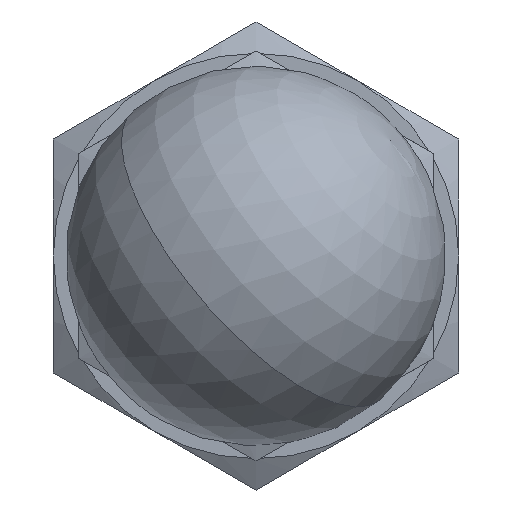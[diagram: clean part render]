
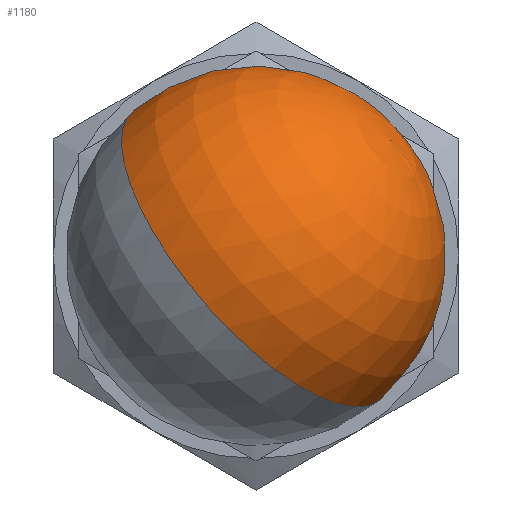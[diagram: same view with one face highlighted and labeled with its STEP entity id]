
A CAD part, front view. The second image highlights one B-rep face of the part: STEP entity #1180.
In plain terms, the highlighted spherical face has radius 7.5 mm.
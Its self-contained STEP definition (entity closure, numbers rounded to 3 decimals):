
#217 = AXIS2_PLACEMENT_3D ( 'NONE', #2355, #2586, #741 ) ;
#306 = DIRECTION ( 'NONE',  ( 0., 1., 0. ) ) ;
#384 = DIRECTION ( 'NONE',  ( 0., 1., 0. ) ) ;
#455 = AXIS2_PLACEMENT_3D ( 'NONE', #934, #306, #1111 ) ;
#471 = CARTESIAN_POINT ( 'NONE',  ( -2.385, -10., 5.506 ) ) ;
#539 = CARTESIAN_POINT ( 'NONE',  ( 0., -10., 0. ) ) ;
#610 = VERTEX_POINT ( 'NONE', #2179 ) ;
#717 = EDGE_LOOP ( 'NONE', ( #2177, #883, #2383, #1515 ) ) ;
#741 = DIRECTION ( 'NONE',  ( 0.651, 0., -0.759 ) ) ;
#796 = DIRECTION ( 'NONE',  ( 0.692, 0.174, -0.701 ) ) ;
#883 = ORIENTED_EDGE ( 'NONE', *, *, #1428, .T. ) ;
#934 = CARTESIAN_POINT ( 'NONE',  ( 0., -10., 0. ) ) ;
#950 = EDGE_CURVE ( 'NONE', #1377, #1059, #2053, .T. ) ;
#1059 = VERTEX_POINT ( 'NONE', #1768 ) ;
#1111 = DIRECTION ( 'NONE',  ( -1., 0., 0. ) ) ;
#1172 = FACE_OUTER_BOUND ( 'NONE', #717, .T. ) ;
#1180 = ADVANCED_FACE ( 'NONE', ( #1172 ), #2611, .T. ) ;
#1243 = CARTESIAN_POINT ( 'NONE',  ( 0., -14.5, 0. ) ) ;
#1249 = DIRECTION ( 'NONE',  ( -0.706, 0.367, -0.606 ) ) ;
#1255 = EDGE_CURVE ( 'NONE', #1596, #1377, #1521, .T. ) ;
#1377 = VERTEX_POINT ( 'NONE', #471 ) ;
#1401 = CARTESIAN_POINT ( 'NONE',  ( 0., -14.5, 0. ) ) ;
#1428 = EDGE_CURVE ( 'NONE', #1596, #610, #2123, .T. ) ;
#1515 = ORIENTED_EDGE ( 'NONE', *, *, #950, .F. ) ;
#1521 = CIRCLE ( 'NONE', #1708, 7.5 ) ;
#1577 = AXIS2_PLACEMENT_3D ( 'NONE', #1401, #1833, #796 ) ;
#1579 = EDGE_CURVE ( 'NONE', #1059, #610, #1950, .T. ) ;
#1596 = VERTEX_POINT ( 'NONE', #2478 ) ;
#1708 = AXIS2_PLACEMENT_3D ( 'NONE', #1243, #1249, #2077 ) ;
#1768 = CARTESIAN_POINT ( 'NONE',  ( 6., -10., 0. ) ) ;
#1833 = DIRECTION ( 'NONE',  ( -0.706, 0.367, -0.606 ) ) ;
#1854 = DIRECTION ( 'NONE',  ( -1., 0., 0. ) ) ;
#1950 = CIRCLE ( 'NONE', #2256, 6. ) ;
#2053 = CIRCLE ( 'NONE', #455, 6. ) ;
#2077 = DIRECTION ( 'NONE',  ( -0.651, 0., 0.759 ) ) ;
#2123 = CIRCLE ( 'NONE', #217, 7.5 ) ;
#2177 = ORIENTED_EDGE ( 'NONE', *, *, #1255, .F. ) ;
#2179 = CARTESIAN_POINT ( 'NONE',  ( 5.082, -10., -3.19 ) ) ;
#2256 = AXIS2_PLACEMENT_3D ( 'NONE', #539, #384, #1854 ) ;
#2355 = CARTESIAN_POINT ( 'NONE',  ( 0., -14.5, 0. ) ) ;
#2383 = ORIENTED_EDGE ( 'NONE', *, *, #1579, .F. ) ;
#2478 = CARTESIAN_POINT ( 'NONE',  ( -1.141, -21.353, -2.826 ) ) ;
#2586 = DIRECTION ( 'NONE',  ( 0.706, -0.367, 0.606 ) ) ;
#2611 = SPHERICAL_SURFACE ( 'NONE', #1577, 7.5 ) ;
